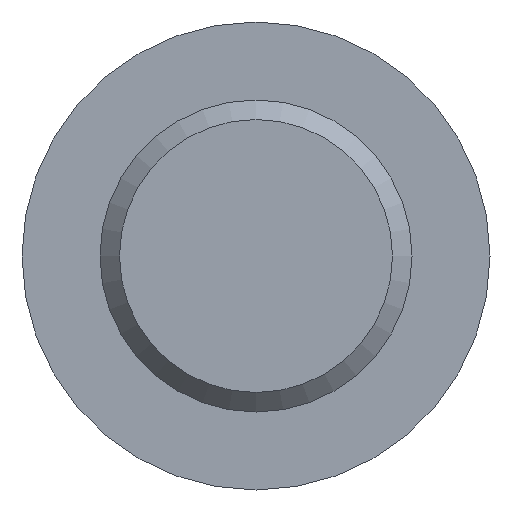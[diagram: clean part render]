
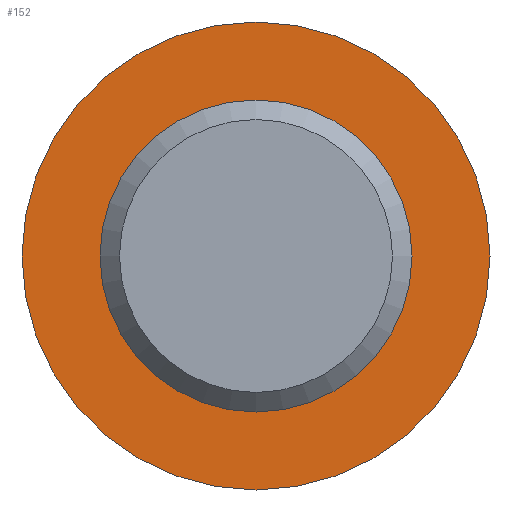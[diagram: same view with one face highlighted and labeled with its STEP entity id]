
A CAD part, front view. The second image highlights one B-rep face of the part: STEP entity #152.
In plain terms, the highlighted planar face has unit normal (0, -1, 0).
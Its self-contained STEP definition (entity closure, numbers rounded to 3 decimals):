
#17 = ORIENTED_EDGE ( 'NONE', *, *, #496, .T. ) ;
#20 = CIRCLE ( 'NONE', #322, 8. ) ;
#38 = CARTESIAN_POINT ( 'NONE',  ( 0., 30., 0. ) ) ;
#80 = DIRECTION ( 'NONE',  ( 0., 0., -1. ) ) ;
#110 = CARTESIAN_POINT ( 'NONE',  ( -8., 30., 0. ) ) ;
#139 = ORIENTED_EDGE ( 'NONE', *, *, #428, .F. ) ;
#152 = ADVANCED_FACE ( 'NONE', ( #437, #475 ), #399, .F. ) ;
#168 = DIRECTION ( 'NONE',  ( 0., -1., 0. ) ) ;
#194 = AXIS2_PLACEMENT_3D ( 'NONE', #110, #281, #323 ) ;
#205 = DIRECTION ( 'NONE',  ( 0., -1., 0. ) ) ;
#252 = EDGE_LOOP ( 'NONE', ( #17 ) ) ;
#281 = DIRECTION ( 'NONE',  ( 0., 1., 0. ) ) ;
#290 = CARTESIAN_POINT ( 'NONE',  ( 0., 30., -12. ) ) ;
#293 = CIRCLE ( 'NONE', #328, 12. ) ;
#322 = AXIS2_PLACEMENT_3D ( 'NONE', #418, #205, #362 ) ;
#323 = DIRECTION ( 'NONE',  ( 0., 0., 1. ) ) ;
#328 = AXIS2_PLACEMENT_3D ( 'NONE', #38, #168, #80 ) ;
#340 = CARTESIAN_POINT ( 'NONE',  ( 0., 30., -8. ) ) ;
#362 = DIRECTION ( 'NONE',  ( 0., 0., -1. ) ) ;
#399 = PLANE ( 'NONE',  #194 ) ;
#414 = VERTEX_POINT ( 'NONE', #290 ) ;
#418 = CARTESIAN_POINT ( 'NONE',  ( 0., 30., 0. ) ) ;
#428 = EDGE_CURVE ( 'NONE', #468, #468, #20, .T. ) ;
#430 = EDGE_LOOP ( 'NONE', ( #139 ) ) ;
#437 = FACE_BOUND ( 'NONE', #430, .T. ) ;
#468 = VERTEX_POINT ( 'NONE', #340 ) ;
#475 = FACE_OUTER_BOUND ( 'NONE', #252, .T. ) ;
#496 = EDGE_CURVE ( 'NONE', #414, #414, #293, .T. ) ;
